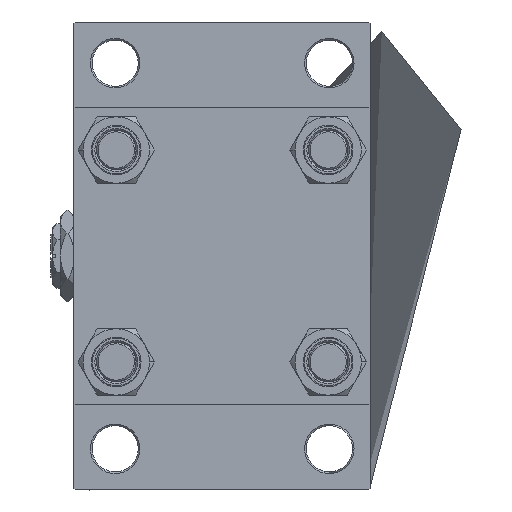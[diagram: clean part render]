
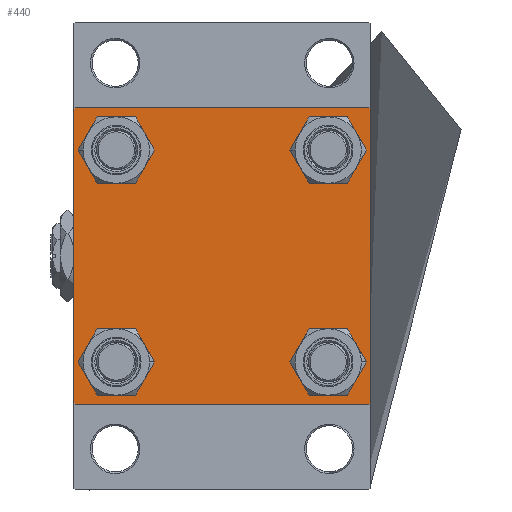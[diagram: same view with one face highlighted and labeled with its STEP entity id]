
A CAD part, left-side view. The second image highlights one B-rep face of the part: STEP entity #440.
In plain terms, the highlighted planar face has unit normal (-1, 0, 0).
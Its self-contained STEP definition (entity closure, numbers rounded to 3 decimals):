
#47 = ORIENTED_EDGE ( 'NONE', *, *, #36822, .T. ) ;
#74 = CARTESIAN_POINT ( 'NONE',  ( 0., -32.15, 38.65 ) ) ;
#415 = VECTOR ( 'NONE', #49415, 1000. ) ;
#440 = ADVANCED_FACE ( 'NONE', ( #46486, #21683, #37300, #18401, #33512 ), #37046, .T. ) ;
#666 = CARTESIAN_POINT ( 'NONE',  ( 0., 44.5, 45. ) ) ;
#744 = EDGE_CURVE ( 'NONE', #10847, #35840, #11068, .T. ) ;
#1482 = EDGE_CURVE ( 'NONE', #33534, #35660, #39496, .T. ) ;
#1538 = CARTESIAN_POINT ( 'NONE',  ( 0., -45., 44.5 ) ) ;
#1781 = CARTESIAN_POINT ( 'NONE',  ( 0., -32.15, -32.15 ) ) ;
#2162 = CIRCLE ( 'NONE', #7821, 6.5 ) ;
#2208 = LINE ( 'NONE', #13534, #16404 ) ;
#2566 = CARTESIAN_POINT ( 'NONE',  ( 0., 0., 0. ) ) ;
#2593 = CARTESIAN_POINT ( 'NONE',  ( 0., 32.15, 38.65 ) ) ;
#2765 = CARTESIAN_POINT ( 'NONE',  ( 0., 45., 45. ) ) ;
#2824 = CARTESIAN_POINT ( 'NONE',  ( 0., -44.5, 45. ) ) ;
#3468 = CIRCLE ( 'NONE', #13897, 6.5 ) ;
#3883 = VERTEX_POINT ( 'NONE', #46481 ) ;
#4141 = CARTESIAN_POINT ( 'NONE',  ( 0., 44.75, 44.75 ) ) ;
#4582 = DIRECTION ( 'NONE',  ( 1., 0., 0. ) ) ;
#4595 = EDGE_CURVE ( 'NONE', #21243, #48584, #49309, .T. ) ;
#4637 = DIRECTION ( 'NONE',  ( 0., 0.707, -0.707 ) ) ;
#5054 = DIRECTION ( 'NONE',  ( 1., 0., 0. ) ) ;
#5488 = EDGE_CURVE ( 'NONE', #17737, #41371, #26742, .T. ) ;
#5816 = ORIENTED_EDGE ( 'NONE', *, *, #27038, .T. ) ;
#5928 = LINE ( 'NONE', #6424, #36962 ) ;
#6168 = ORIENTED_EDGE ( 'NONE', *, *, #4595, .T. ) ;
#6424 = CARTESIAN_POINT ( 'NONE',  ( 0., -44.75, 44.75 ) ) ;
#6523 = CARTESIAN_POINT ( 'NONE',  ( 0., 32.15, -25.65 ) ) ;
#6553 = EDGE_CURVE ( 'NONE', #24904, #45125, #2208, .T. ) ;
#6629 = LINE ( 'NONE', #18682, #415 ) ;
#7348 = EDGE_CURVE ( 'NONE', #32263, #27886, #28492, .T. ) ;
#7355 = DIRECTION ( 'NONE',  ( -1., 0., 0. ) ) ;
#7525 = EDGE_LOOP ( 'NONE', ( #42062, #21909 ) ) ;
#7821 = AXIS2_PLACEMENT_3D ( 'NONE', #14432, #29786, #45404 ) ;
#8174 = AXIS2_PLACEMENT_3D ( 'NONE', #27596, #42951, #40159 ) ;
#8433 = EDGE_CURVE ( 'NONE', #31153, #3883, #6629, .T. ) ;
#9465 = CARTESIAN_POINT ( 'NONE',  ( 0., -44.75, -44.75 ) ) ;
#10380 = DIRECTION ( 'NONE',  ( 0., 0., -1. ) ) ;
#10534 = AXIS2_PLACEMENT_3D ( 'NONE', #2566, #7355, #25977 ) ;
#10847 = VERTEX_POINT ( 'NONE', #666 ) ;
#11068 = LINE ( 'NONE', #2765, #40287 ) ;
#11146 = DIRECTION ( 'NONE',  ( 0., -0.707, -0.707 ) ) ;
#12743 = DIRECTION ( 'NONE',  ( 0., -0.707, 0.707 ) ) ;
#13356 = EDGE_CURVE ( 'NONE', #41371, #24904, #42111, .T. ) ;
#13534 = CARTESIAN_POINT ( 'NONE',  ( 0., 45., -45. ) ) ;
#13582 = ORIENTED_EDGE ( 'NONE', *, *, #21654, .T. ) ;
#13897 = AXIS2_PLACEMENT_3D ( 'NONE', #15845, #35224, #42796 ) ;
#14088 = CARTESIAN_POINT ( 'NONE',  ( 0., 32.15, -38.65 ) ) ;
#14114 = ORIENTED_EDGE ( 'NONE', *, *, #6553, .T. ) ;
#14432 = CARTESIAN_POINT ( 'NONE',  ( 0., 32.15, -32.15 ) ) ;
#14972 = EDGE_CURVE ( 'NONE', #48584, #21243, #16546, .T. ) ;
#15160 = EDGE_CURVE ( 'NONE', #48105, #47557, #15763, .T. ) ;
#15763 = CIRCLE ( 'NONE', #30258, 6.5 ) ;
#15845 = CARTESIAN_POINT ( 'NONE',  ( 0., -32.15, 32.15 ) ) ;
#16084 = CARTESIAN_POINT ( 'NONE',  ( 0., 32.15, 25.65 ) ) ;
#16404 = VECTOR ( 'NONE', #25350, 1000. ) ;
#16546 = CIRCLE ( 'NONE', #38273, 6.5 ) ;
#17737 = VERTEX_POINT ( 'NONE', #38233 ) ;
#18401 = FACE_BOUND ( 'NONE', #23286, .T. ) ;
#18682 = CARTESIAN_POINT ( 'NONE',  ( 0., -45., 45. ) ) ;
#18699 = CIRCLE ( 'NONE', #41211, 6.5 ) ;
#18931 = CARTESIAN_POINT ( 'NONE',  ( 0., -32.15, -38.65 ) ) ;
#19207 = VECTOR ( 'NONE', #12743, 1000. ) ;
#19604 = ORIENTED_EDGE ( 'NONE', *, *, #744, .F. ) ;
#20039 = VECTOR ( 'NONE', #4637, 1000. ) ;
#20368 = EDGE_LOOP ( 'NONE', ( #39890, #5816 ) ) ;
#20409 = CARTESIAN_POINT ( 'NONE',  ( 0., 44.5, -45. ) ) ;
#21243 = VERTEX_POINT ( 'NONE', #41607 ) ;
#21420 = EDGE_LOOP ( 'NONE', ( #6168, #39151 ) ) ;
#21654 = EDGE_CURVE ( 'NONE', #45125, #3883, #43212, .T. ) ;
#21683 = FACE_BOUND ( 'NONE', #21420, .T. ) ;
#21909 = ORIENTED_EDGE ( 'NONE', *, *, #42607, .T. ) ;
#23286 = EDGE_LOOP ( 'NONE', ( #32004, #25511 ) ) ;
#24858 = CARTESIAN_POINT ( 'NONE',  ( 0., 32.15, 32.15 ) ) ;
#24904 = VERTEX_POINT ( 'NONE', #20409 ) ;
#25350 = DIRECTION ( 'NONE',  ( 0., -1., 0. ) ) ;
#25511 = ORIENTED_EDGE ( 'NONE', *, *, #15160, .T. ) ;
#25620 = CARTESIAN_POINT ( 'NONE',  ( 0., -32.15, -32.15 ) ) ;
#25977 = DIRECTION ( 'NONE',  ( 0., 0., 1. ) ) ;
#26742 = LINE ( 'NONE', #29756, #46131 ) ;
#26900 = AXIS2_PLACEMENT_3D ( 'NONE', #47597, #4582, #47837 ) ;
#27038 = EDGE_CURVE ( 'NONE', #35660, #33534, #2162, .T. ) ;
#27127 = DIRECTION ( 'NONE',  ( 1., 0., 0. ) ) ;
#27368 = CARTESIAN_POINT ( 'NONE',  ( 0., 32.15, 32.15 ) ) ;
#27596 = CARTESIAN_POINT ( 'NONE',  ( 0., 32.15, -32.15 ) ) ;
#27886 = VERTEX_POINT ( 'NONE', #35774 ) ;
#28004 = ORIENTED_EDGE ( 'NONE', *, *, #8433, .F. ) ;
#28492 = CIRCLE ( 'NONE', #26900, 6.5 ) ;
#29384 = DIRECTION ( 'NONE',  ( 0., 0., 1. ) ) ;
#29756 = CARTESIAN_POINT ( 'NONE',  ( 0., 45., 45. ) ) ;
#29786 = DIRECTION ( 'NONE',  ( 1., 0., 0. ) ) ;
#30258 = AXIS2_PLACEMENT_3D ( 'NONE', #27368, #27127, #49532 ) ;
#31153 = VERTEX_POINT ( 'NONE', #1538 ) ;
#31658 = DIRECTION ( 'NONE',  ( 0., 0., 1. ) ) ;
#32004 = ORIENTED_EDGE ( 'NONE', *, *, #46683, .T. ) ;
#32052 = EDGE_CURVE ( 'NONE', #10847, #17737, #43390, .T. ) ;
#32156 = DIRECTION ( 'NONE',  ( 1., 0., 0. ) ) ;
#32237 = ORIENTED_EDGE ( 'NONE', *, *, #32052, .T. ) ;
#32263 = VERTEX_POINT ( 'NONE', #74 ) ;
#33512 = FACE_OUTER_BOUND ( 'NONE', #42427, .T. ) ;
#33534 = VERTEX_POINT ( 'NONE', #6523 ) ;
#34958 = CARTESIAN_POINT ( 'NONE',  ( 0., 45., -44.5 ) ) ;
#35224 = DIRECTION ( 'NONE',  ( 1., 0., 0. ) ) ;
#35660 = VERTEX_POINT ( 'NONE', #14088 ) ;
#35774 = CARTESIAN_POINT ( 'NONE',  ( 0., -32.15, 25.65 ) ) ;
#35840 = VERTEX_POINT ( 'NONE', #2824 ) ;
#36822 = EDGE_CURVE ( 'NONE', #31153, #35840, #5928, .T. ) ;
#36868 = DIRECTION ( 'NONE',  ( 0., 0.707, 0.707 ) ) ;
#36962 = VECTOR ( 'NONE', #36868, 1000. ) ;
#37046 = PLANE ( 'NONE',  #10534 ) ;
#37300 = FACE_BOUND ( 'NONE', #20368, .T. ) ;
#37991 = ORIENTED_EDGE ( 'NONE', *, *, #13356, .T. ) ;
#38233 = CARTESIAN_POINT ( 'NONE',  ( 0., 45., 44.5 ) ) ;
#38273 = AXIS2_PLACEMENT_3D ( 'NONE', #25620, #48509, #29384 ) ;
#39151 = ORIENTED_EDGE ( 'NONE', *, *, #14972, .T. ) ;
#39496 = CIRCLE ( 'NONE', #8174, 6.5 ) ;
#39890 = ORIENTED_EDGE ( 'NONE', *, *, #1482, .T. ) ;
#40159 = DIRECTION ( 'NONE',  ( 0., 0., 1. ) ) ;
#40287 = VECTOR ( 'NONE', #49326, 1000. ) ;
#41205 = DIRECTION ( 'NONE',  ( 0., 0., 1. ) ) ;
#41211 = AXIS2_PLACEMENT_3D ( 'NONE', #24858, #32156, #31658 ) ;
#41349 = CARTESIAN_POINT ( 'NONE',  ( 0., 44.75, -44.75 ) ) ;
#41371 = VERTEX_POINT ( 'NONE', #34958 ) ;
#41607 = CARTESIAN_POINT ( 'NONE',  ( 0., -32.15, -25.65 ) ) ;
#42062 = ORIENTED_EDGE ( 'NONE', *, *, #7348, .T. ) ;
#42111 = LINE ( 'NONE', #41349, #47850 ) ;
#42427 = EDGE_LOOP ( 'NONE', ( #47690, #37991, #14114, #13582, #28004, #47, #19604, #32237 ) ) ;
#42607 = EDGE_CURVE ( 'NONE', #27886, #32263, #3468, .T. ) ;
#42796 = DIRECTION ( 'NONE',  ( 0., 0., 1. ) ) ;
#42951 = DIRECTION ( 'NONE',  ( 1., 0., 0. ) ) ;
#43212 = LINE ( 'NONE', #9465, #19207 ) ;
#43390 = LINE ( 'NONE', #4141, #20039 ) ;
#45125 = VERTEX_POINT ( 'NONE', #45155 ) ;
#45155 = CARTESIAN_POINT ( 'NONE',  ( 0., -44.5, -45. ) ) ;
#45288 = AXIS2_PLACEMENT_3D ( 'NONE', #1781, #5054, #41205 ) ;
#45404 = DIRECTION ( 'NONE',  ( 0., 0., 1. ) ) ;
#46131 = VECTOR ( 'NONE', #10380, 1000. ) ;
#46481 = CARTESIAN_POINT ( 'NONE',  ( 0., -45., -44.5 ) ) ;
#46486 = FACE_BOUND ( 'NONE', #7525, .T. ) ;
#46683 = EDGE_CURVE ( 'NONE', #47557, #48105, #18699, .T. ) ;
#47557 = VERTEX_POINT ( 'NONE', #2593 ) ;
#47597 = CARTESIAN_POINT ( 'NONE',  ( 0., -32.15, 32.15 ) ) ;
#47690 = ORIENTED_EDGE ( 'NONE', *, *, #5488, .T. ) ;
#47837 = DIRECTION ( 'NONE',  ( 0., 0., 1. ) ) ;
#47850 = VECTOR ( 'NONE', #11146, 1000. ) ;
#48105 = VERTEX_POINT ( 'NONE', #16084 ) ;
#48509 = DIRECTION ( 'NONE',  ( 1., 0., 0. ) ) ;
#48584 = VERTEX_POINT ( 'NONE', #18931 ) ;
#49309 = CIRCLE ( 'NONE', #45288, 6.5 ) ;
#49326 = DIRECTION ( 'NONE',  ( 0., -1., 0. ) ) ;
#49415 = DIRECTION ( 'NONE',  ( 0., 0., -1. ) ) ;
#49532 = DIRECTION ( 'NONE',  ( 0., 0., 1. ) ) ;
